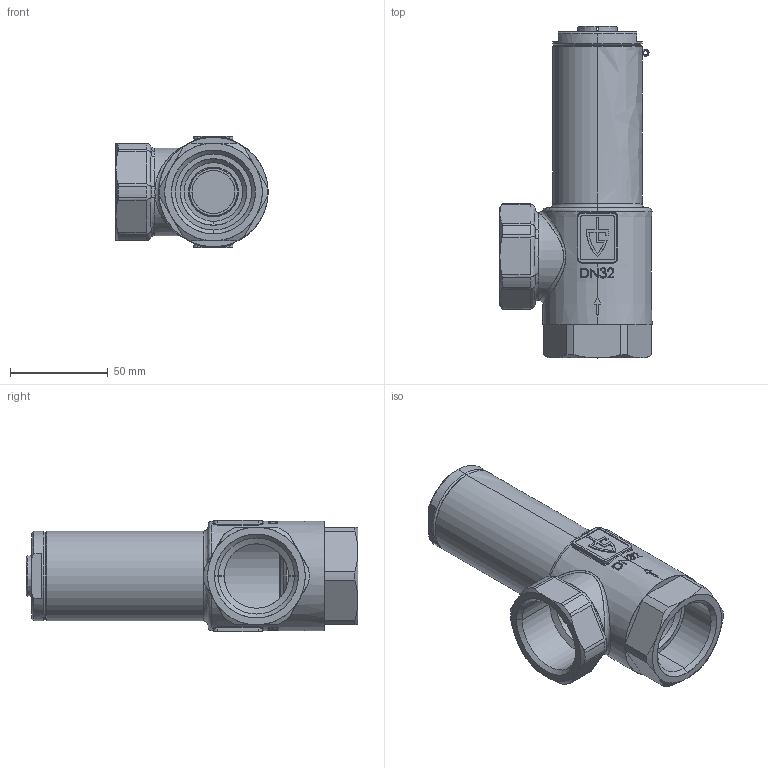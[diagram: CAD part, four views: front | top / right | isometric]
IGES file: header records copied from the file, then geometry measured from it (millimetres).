
Start section: SolidWorks IGES file using analytic representation for surfaces
Global section: file name: 417 1_1_4 Dummy.IGS; native system: SolidWorks 2011; preprocessor: SolidWorks 2011; author: Blankenhorn; date: 110811.092857; units: millimetre
Bounding box: 78 x 170 x 57 mm (x, y, z)
Surface area: 68965 mm2 (no closed solid volume)
Topology: 0 solids, 0 shells, 507 faces, 7339 edges, 7334 vertices
Faces by surface type: bspline 304, revolution 203
